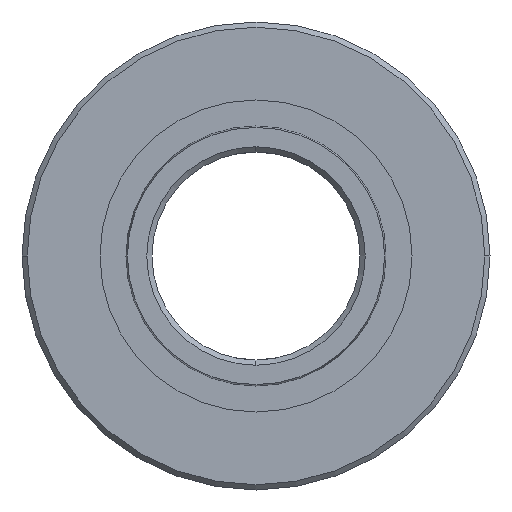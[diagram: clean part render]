
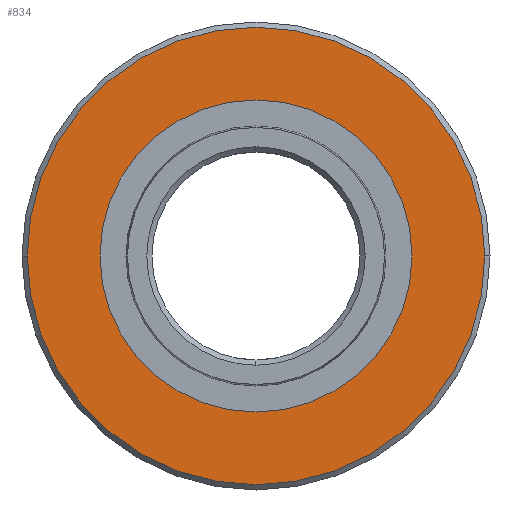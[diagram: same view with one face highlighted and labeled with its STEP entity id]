
A CAD part, front view. The second image highlights one B-rep face of the part: STEP entity #834.
In plain terms, the highlighted planar face has unit normal (0, -1, 0).
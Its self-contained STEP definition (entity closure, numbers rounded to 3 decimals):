
#12 = PLANE ( 'NONE',  #41 ) ;
#17 = CARTESIAN_POINT ( 'NONE',  ( 0., -59.261, 0. ) ) ;
#41 = AXIS2_PLACEMENT_3D ( 'NONE', #374, #649, #362 ) ;
#50 = DIRECTION ( 'NONE',  ( -1., 0., 0. ) ) ;
#65 = AXIS2_PLACEMENT_3D ( 'NONE', #419, #604, #50 ) ;
#69 = ORIENTED_EDGE ( 'NONE', *, *, #191, .F. ) ;
#179 = DIRECTION ( 'NONE',  ( 0., 1., 0. ) ) ;
#184 = VERTEX_POINT ( 'NONE', #803 ) ;
#191 = EDGE_CURVE ( 'NONE', #592, #184, #1001, .T. ) ;
#251 = CARTESIAN_POINT ( 'NONE',  ( -15., -59.261, 0. ) ) ;
#261 = EDGE_LOOP ( 'NONE', ( #317, #305 ) ) ;
#292 = AXIS2_PLACEMENT_3D ( 'NONE', #1180, #752, #1023 ) ;
#305 = ORIENTED_EDGE ( 'NONE', *, *, #924, .T. ) ;
#307 = FACE_OUTER_BOUND ( 'NONE', #768, .T. ) ;
#317 = ORIENTED_EDGE ( 'NONE', *, *, #1143, .T. ) ;
#337 = CARTESIAN_POINT ( 'NONE',  ( 15., -59.261, 0. ) ) ;
#339 = FACE_BOUND ( 'NONE', #261, .T. ) ;
#362 = DIRECTION ( 'NONE',  ( -1., 0., 0. ) ) ;
#374 = CARTESIAN_POINT ( 'NONE',  ( 22., -59.261, 0. ) ) ;
#419 = CARTESIAN_POINT ( 'NONE',  ( 0., -59.261, 0. ) ) ;
#550 = CIRCLE ( 'NONE', #864, 15. ) ;
#566 = DIRECTION ( 'NONE',  ( -1., 0., 0. ) ) ;
#573 = DIRECTION ( 'NONE',  ( -1., 0., 0. ) ) ;
#583 = DIRECTION ( 'NONE',  ( 0., 1., 0. ) ) ;
#592 = VERTEX_POINT ( 'NONE', #777 ) ;
#604 = DIRECTION ( 'NONE',  ( 0., 1., 0. ) ) ;
#608 = CIRCLE ( 'NONE', #65, 15. ) ;
#649 = DIRECTION ( 'NONE',  ( 0., 1., 0. ) ) ;
#657 = VERTEX_POINT ( 'NONE', #337 ) ;
#752 = DIRECTION ( 'NONE',  ( 0., 1., 0. ) ) ;
#768 = EDGE_LOOP ( 'NONE', ( #1119, #69 ) ) ;
#777 = CARTESIAN_POINT ( 'NONE',  ( 22., -59.261, 0. ) ) ;
#803 = CARTESIAN_POINT ( 'NONE',  ( -22., -59.261, 0. ) ) ;
#813 = AXIS2_PLACEMENT_3D ( 'NONE', #17, #583, #573 ) ;
#834 = ADVANCED_FACE ( 'NONE', ( #307, #339 ), #12, .F. ) ;
#864 = AXIS2_PLACEMENT_3D ( 'NONE', #926, #179, #566 ) ;
#883 = EDGE_CURVE ( 'NONE', #184, #592, #942, .T. ) ;
#924 = EDGE_CURVE ( 'NONE', #657, #1003, #608, .T. ) ;
#926 = CARTESIAN_POINT ( 'NONE',  ( 0., -59.261, 0. ) ) ;
#942 = CIRCLE ( 'NONE', #813, 22. ) ;
#1001 = CIRCLE ( 'NONE', #292, 22. ) ;
#1003 = VERTEX_POINT ( 'NONE', #251 ) ;
#1023 = DIRECTION ( 'NONE',  ( -1., 0., 0. ) ) ;
#1119 = ORIENTED_EDGE ( 'NONE', *, *, #883, .F. ) ;
#1143 = EDGE_CURVE ( 'NONE', #1003, #657, #550, .T. ) ;
#1180 = CARTESIAN_POINT ( 'NONE',  ( 0., -59.261, 0. ) ) ;
